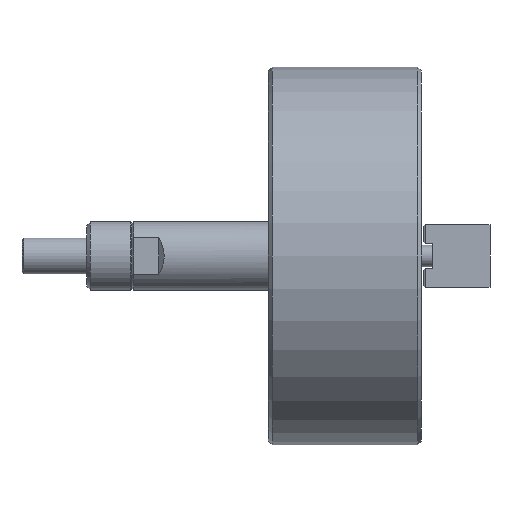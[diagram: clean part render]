
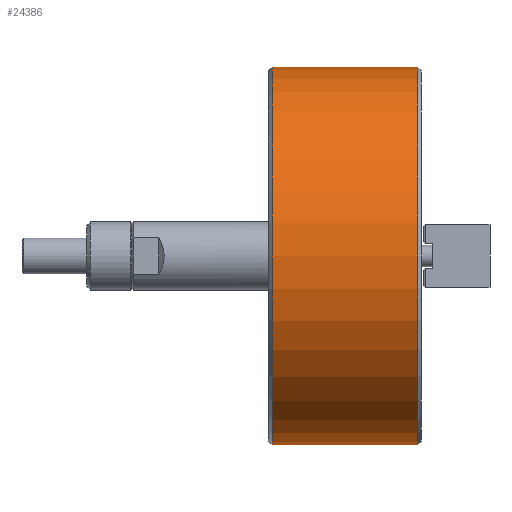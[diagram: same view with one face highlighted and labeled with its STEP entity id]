
A CAD part, front view. The second image highlights one B-rep face of the part: STEP entity #24386.
In plain terms, the highlighted cylindrical face has radius 105 mm (diameter 210 mm), a partial arc.
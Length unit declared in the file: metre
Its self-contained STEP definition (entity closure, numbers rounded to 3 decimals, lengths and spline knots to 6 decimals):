
#350 = VECTOR ( 'NONE', #25632, 1. ) ;
#872 = VERTEX_POINT ( 'NONE', #19369 ) ;
#1289 = EDGE_CURVE ( 'NONE', #25506, #872, #18477, .T. ) ;
#1587 = CARTESIAN_POINT ( 'NONE',  ( 0., 0., 0. ) ) ;
#1926 = VECTOR ( 'NONE', #1941, 1. ) ;
#1941 = DIRECTION ( 'NONE',  ( -1., 0., 0. ) ) ;
#2005 = ORIENTED_EDGE ( 'NONE', *, *, #13550, .T. ) ;
#2815 = CARTESIAN_POINT ( 'NONE',  ( 0., 0., -0.105 ) ) ;
#2925 = CARTESIAN_POINT ( 'NONE',  ( 0.002, 0., 0.105 ) ) ;
#3727 = CARTESIAN_POINT ( 'NONE',  ( 0.083, 0., 0.105 ) ) ;
#3837 = CARTESIAN_POINT ( 'NONE',  ( 0.083, 0., 0. ) ) ;
#3891 = DIRECTION ( 'NONE',  ( 0., 0., 1. ) ) ;
#5459 = CIRCLE ( 'NONE', #26046, 0.105 ) ;
#6133 = DIRECTION ( 'NONE',  ( 0., 0., 1. ) ) ;
#7080 = EDGE_CURVE ( 'NONE', #16248, #25810, #7993, .T. ) ;
#7536 = EDGE_LOOP ( 'NONE', ( #28756, #2005, #8349, #21844 ) ) ;
#7789 = CARTESIAN_POINT ( 'NONE',  ( 0.002, 0., 0. ) ) ;
#7993 = LINE ( 'NONE', #15540, #1926 ) ;
#8349 = ORIENTED_EDGE ( 'NONE', *, *, #7080, .T. ) ;
#10025 = DIRECTION ( 'NONE',  ( 0., 0., -1. ) ) ;
#11315 = CIRCLE ( 'NONE', #11418, 0.105 ) ;
#11418 = AXIS2_PLACEMENT_3D ( 'NONE', #3837, #19704, #6133 ) ;
#13065 = CYLINDRICAL_SURFACE ( 'NONE', #28224, 0.105 ) ;
#13550 = EDGE_CURVE ( 'NONE', #25506, #16248, #11315, .T. ) ;
#15540 = CARTESIAN_POINT ( 'NONE',  ( 0., 0., 0.105 ) ) ;
#16248 = VERTEX_POINT ( 'NONE', #3727 ) ;
#17469 = DIRECTION ( 'NONE',  ( -1., 0., 0. ) ) ;
#18477 = LINE ( 'NONE', #2815, #350 ) ;
#19369 = CARTESIAN_POINT ( 'NONE',  ( 0.002, 0., -0.105 ) ) ;
#19704 = DIRECTION ( 'NONE',  ( -1., 0., 0. ) ) ;
#19814 = FACE_OUTER_BOUND ( 'NONE', #7536, .T. ) ;
#20806 = EDGE_CURVE ( 'NONE', #25810, #872, #5459, .T. ) ;
#21844 = ORIENTED_EDGE ( 'NONE', *, *, #20806, .T. ) ;
#23627 = DIRECTION ( 'NONE',  ( 1., 0., 0. ) ) ;
#24386 = ADVANCED_FACE ( 'NONE', ( #19814 ), #13065, .T. ) ;
#25506 = VERTEX_POINT ( 'NONE', #29030 ) ;
#25632 = DIRECTION ( 'NONE',  ( -1., 0., 0. ) ) ;
#25810 = VERTEX_POINT ( 'NONE', #2925 ) ;
#26046 = AXIS2_PLACEMENT_3D ( 'NONE', #7789, #23627, #10025 ) ;
#28224 = AXIS2_PLACEMENT_3D ( 'NONE', #1587, #17469, #3891 ) ;
#28756 = ORIENTED_EDGE ( 'NONE', *, *, #1289, .F. ) ;
#29030 = CARTESIAN_POINT ( 'NONE',  ( 0.083, 0., -0.105 ) ) ;
